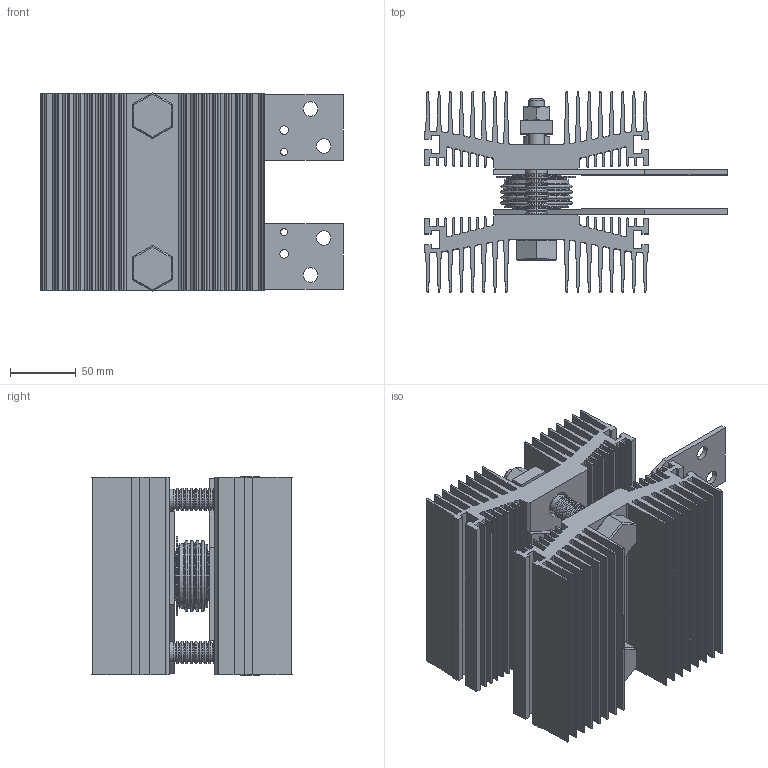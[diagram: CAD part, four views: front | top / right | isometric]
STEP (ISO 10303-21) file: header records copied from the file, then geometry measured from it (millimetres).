
FILE_DESCRIPTION (( 'STEP AP214' ), '1' );
FILE_NAME ('O343-PD43.STEP', '2021-04-20T07:00:46', ( '' ), ( '' ), 'SwSTEP 2.0', 'SolidWorks 2018', '' );
FILE_SCHEMA (( 'AUTOMOTIVE_DESIGN' ));
Length unit declared in the file: millimetre
Products named in the file (1): O343-PD43
Bounding box: 230 x 151.99 x 151 mm (x, y, z)
Volume: 1428323 mm3; surface area: 676808.4 mm2
Topology: 25 solids, 25 shells, 1149 faces, 2792 edges, 1706 vertices
Faces by surface type: plane 433, cylinder 298, cone 210, torus 206, sphere 2
Entity records: 46671 total; most frequent: DIRECTION 6260, CARTESIAN_POINT 5946, ORIENTED_EDGE 5564, EDGE_CURVE 2782, AXIS2_PLACEMENT_3D 2372, VERTEX_POINT 1706, LINE 1516, VECTOR 1516
